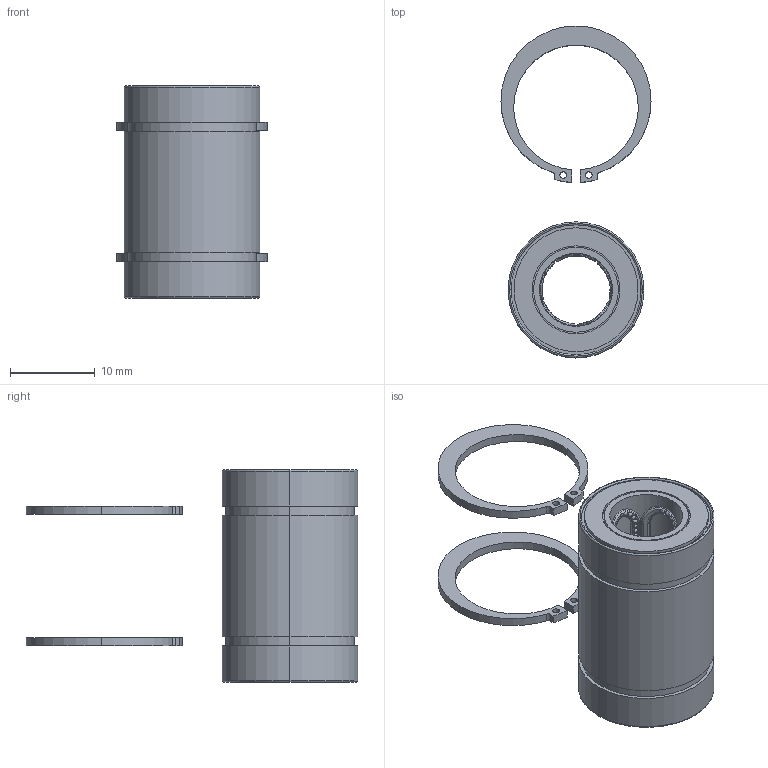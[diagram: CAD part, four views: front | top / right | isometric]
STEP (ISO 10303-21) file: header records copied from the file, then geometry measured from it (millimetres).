
FILE_DESCRIPTION (( 'STEP AP203' ), '1' );
FILE_NAME ('61205K75.step', '2011-07-05T19:55:49', ( 't2jrg' ), ( 'Microsoft' ), 'SwSTEP 2.0', 'SolidWorks 2009', '' );
FILE_SCHEMA (( 'CONFIG_CONTROL_DESIGN' ));
Length unit declared in the file: millimetre
Products named in the file (1): 61205K75
Bounding box: 17.7 x 39.1 x 25 mm (x, y, z)
Volume: 3711.1 mm3; surface area: 3105.5 mm2
Topology: 3 solids, 3 shells, 729 faces, 1985 edges, 1272 vertices
Faces by surface type: sphere 326, cylinder 291, bspline 60, plane 44, torus 8
Entity records: 38444 total; most frequent: CARTESIAN_POINT 20813, ORIENTED_EDGE 3742, DIRECTION 3427, EDGE_CURVE 1871, AXIS2_PLACEMENT_3D 1560, VERTEX_POINT 1196, EDGE_LOOP 1057, CIRCLE 890
